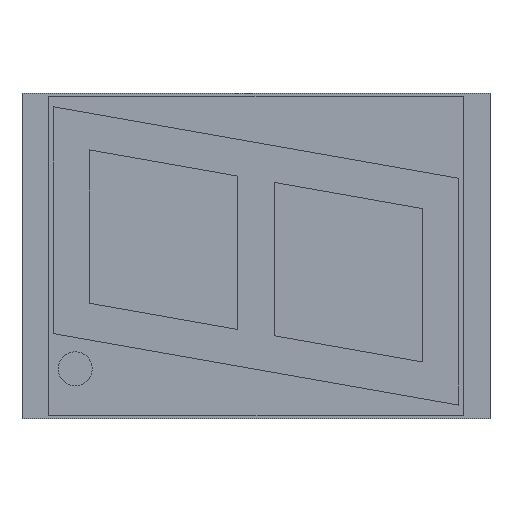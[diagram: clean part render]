
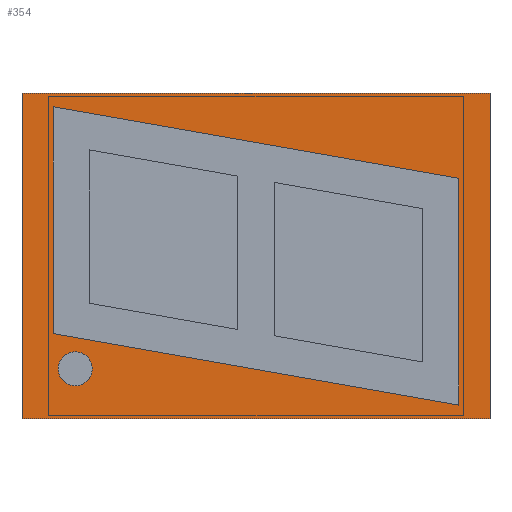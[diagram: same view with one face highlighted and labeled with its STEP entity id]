
A CAD part, top view. The second image highlights one B-rep face of the part: STEP entity #354.
In plain terms, the highlighted planar face has unit normal (0, 0, 1).
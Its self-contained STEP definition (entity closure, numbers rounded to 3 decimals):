
#226 = VERTEX_POINT('',#227);
#227 = CARTESIAN_POINT('',(-2.,0.,8.));
#274 = VERTEX_POINT('',#275);
#275 = CARTESIAN_POINT('',(-2.,-30.6,8.));
#281 = EDGE_CURVE('',#226,#274,#282,.T.);
#282 = LINE('',#283,#284);
#283 = CARTESIAN_POINT('',(-2.,0.,8.));
#284 = VECTOR('',#285,1.);
#285 = DIRECTION('',(0.,-1.,0.));
#296 = EDGE_CURVE('',#226,#297,#299,.T.);
#297 = VERTEX_POINT('',#298);
#298 = CARTESIAN_POINT('',(42.,0.,8.));
#299 = LINE('',#300,#301);
#300 = CARTESIAN_POINT('',(-2.,0.,8.));
#301 = VECTOR('',#302,1.);
#302 = DIRECTION('',(1.,0.,0.));
#354 = ADVANCED_FACE('',(#355,#373,#384),#418,.T.);
#355 = FACE_BOUND('',#356,.T.);
#356 = EDGE_LOOP('',(#357,#358,#366,#372));
#357 = ORIENTED_EDGE('',*,*,#281,.T.);
#358 = ORIENTED_EDGE('',*,*,#359,.T.);
#359 = EDGE_CURVE('',#274,#360,#362,.T.);
#360 = VERTEX_POINT('',#361);
#361 = CARTESIAN_POINT('',(42.,-30.6,8.));
#362 = LINE('',#363,#364);
#363 = CARTESIAN_POINT('',(-2.,-30.6,8.));
#364 = VECTOR('',#365,1.);
#365 = DIRECTION('',(1.,0.,0.));
#366 = ORIENTED_EDGE('',*,*,#367,.F.);
#367 = EDGE_CURVE('',#297,#360,#368,.T.);
#368 = LINE('',#369,#370);
#369 = CARTESIAN_POINT('',(42.,0.,8.));
#370 = VECTOR('',#371,1.);
#371 = DIRECTION('',(0.,-1.,0.));
#372 = ORIENTED_EDGE('',*,*,#296,.F.);
#373 = FACE_BOUND('',#374,.T.);
#374 = EDGE_LOOP('',(#375));
#375 = ORIENTED_EDGE('',*,*,#376,.F.);
#376 = EDGE_CURVE('',#377,#377,#379,.T.);
#377 = VERTEX_POINT('',#378);
#378 = CARTESIAN_POINT('',(1.4,-25.92,8.));
#379 = CIRCLE('',#380,1.6);
#380 = AXIS2_PLACEMENT_3D('',#381,#382,#383);
#381 = CARTESIAN_POINT('',(3.,-25.92,8.));
#382 = DIRECTION('',(0.,0.,1.));
#383 = DIRECTION('',(-1.,0.,0.));
#384 = FACE_BOUND('',#385,.T.);
#385 = EDGE_LOOP('',(#386,#396,#404,#412));
#386 = ORIENTED_EDGE('',*,*,#387,.F.);
#387 = EDGE_CURVE('',#388,#390,#392,.T.);
#388 = VERTEX_POINT('',#389);
#389 = CARTESIAN_POINT('',(0.95,-1.28,8.));
#390 = VERTEX_POINT('',#391);
#391 = CARTESIAN_POINT('',(0.95,-22.604,8.));
#392 = LINE('',#393,#394);
#393 = CARTESIAN_POINT('',(0.95,-1.28,8.));
#394 = VECTOR('',#395,1.);
#395 = DIRECTION('',(-0.,-1.,0.));
#396 = ORIENTED_EDGE('',*,*,#397,.F.);
#397 = EDGE_CURVE('',#398,#388,#400,.T.);
#398 = VERTEX_POINT('',#399);
#399 = CARTESIAN_POINT('',(39.05,-7.998,8.));
#400 = LINE('',#401,#402);
#401 = CARTESIAN_POINT('',(39.05,-7.998,8.));
#402 = VECTOR('',#403,1.);
#403 = DIRECTION('',(-0.985,0.174,0.));
#404 = ORIENTED_EDGE('',*,*,#405,.F.);
#405 = EDGE_CURVE('',#406,#398,#408,.T.);
#406 = VERTEX_POINT('',#407);
#407 = CARTESIAN_POINT('',(39.05,-29.322,8.));
#408 = LINE('',#409,#410);
#409 = CARTESIAN_POINT('',(39.05,-29.322,8.));
#410 = VECTOR('',#411,1.);
#411 = DIRECTION('',(0.,1.,0.));
#412 = ORIENTED_EDGE('',*,*,#413,.F.);
#413 = EDGE_CURVE('',#390,#406,#414,.T.);
#414 = LINE('',#415,#416);
#415 = CARTESIAN_POINT('',(0.95,-22.604,8.));
#416 = VECTOR('',#417,1.);
#417 = DIRECTION('',(0.985,-0.174,0.));
#418 = PLANE('',#419);
#419 = AXIS2_PLACEMENT_3D('',#420,#421,#422);
#420 = CARTESIAN_POINT('',(-2.,0.,8.));
#421 = DIRECTION('',(0.,0.,1.));
#422 = DIRECTION('',(1.,0.,0.));
